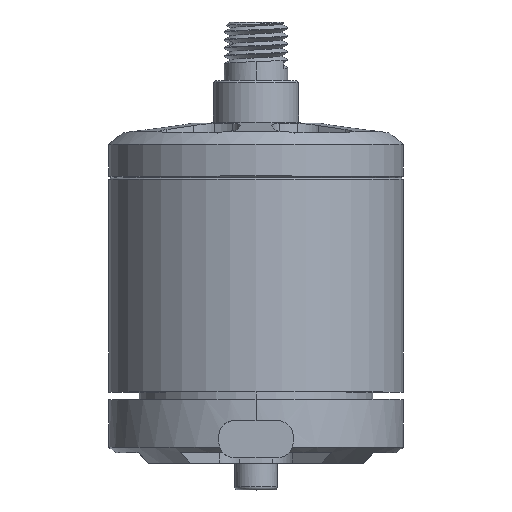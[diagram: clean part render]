
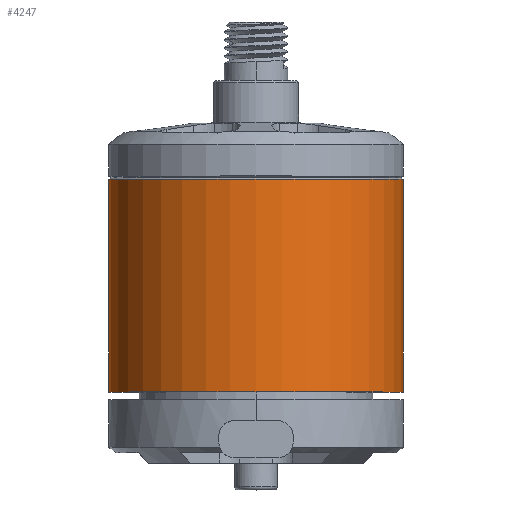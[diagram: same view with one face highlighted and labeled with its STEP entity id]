
A CAD part, top view. The second image highlights one B-rep face of the part: STEP entity #4247.
In plain terms, the highlighted cylindrical face has radius 13.85 mm (diameter 27.7 mm), a partial arc.
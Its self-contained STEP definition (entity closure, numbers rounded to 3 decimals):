
#7=CARTESIAN_POINT('',(0.,0.,0.));
#8=DIRECTION('',(0.,1.,0.));
#9=DIRECTION('',(-1.,0.,0.));
#10=AXIS2_PLACEMENT_3D('',#7,#8,#9);
#41=DIRECTION('',(0.,1.,0.));
#42=VECTOR('',#41,20.);
#43=CARTESIAN_POINT('',(13.85,0.,0.));
#44=LINE('',#43,#42);
#67=CARTESIAN_POINT('',(0.,20.,0.));
#68=DIRECTION('',(0.,1.,0.));
#69=DIRECTION('',(-1.,0.,0.));
#70=AXIS2_PLACEMENT_3D('',#67,#68,#69);
#72=DIRECTION('',(0.,1.,0.));
#73=VECTOR('',#72,20.);
#74=CARTESIAN_POINT('',(-13.85,0.,0.));
#75=LINE('',#74,#73);
#3476=CARTESIAN_POINT('',(13.85,0.,0.));
#3477=CARTESIAN_POINT('',(-13.85,0.,0.));
#3478=VERTEX_POINT('',#3476);
#3479=VERTEX_POINT('',#3477);
#3646=CARTESIAN_POINT('',(13.85,20.,0.));
#3647=CARTESIAN_POINT('',(-13.85,20.,0.));
#3648=VERTEX_POINT('',#3646);
#3649=VERTEX_POINT('',#3647);
#4235=CARTESIAN_POINT('',(0.,0.,0.));
#4236=DIRECTION('',(0.,1.,0.));
#4237=DIRECTION('',(1.,0.,0.));
#4238=AXIS2_PLACEMENT_3D('',#4235,#4236,#4237);
#4239=CYLINDRICAL_SURFACE('',#4238,13.85);
#4241=ORIENTED_EDGE('',*,*,#4240,.T.);
#4242=ORIENTED_EDGE('',*,*,#4188,.F.);
#4243=ORIENTED_EDGE('',*,*,#4151,.F.);
#4244=ORIENTED_EDGE('',*,*,#4185,.T.);
#4245=EDGE_LOOP('',(#4241,#4242,#4243,#4244));
#4246=FACE_OUTER_BOUND('',#4245,.F.);
#4247=ADVANCED_FACE('',(#4246),#4239,.T.);
#11=CIRCLE('',#10,13.85);
#71=CIRCLE('',#70,13.85);
#4151=EDGE_CURVE('',#3479,#3478,#11,.T.);
#4185=EDGE_CURVE('',#3479,#3649,#75,.T.);
#4188=EDGE_CURVE('',#3478,#3648,#44,.T.);
#4240=EDGE_CURVE('',#3649,#3648,#71,.T.);
